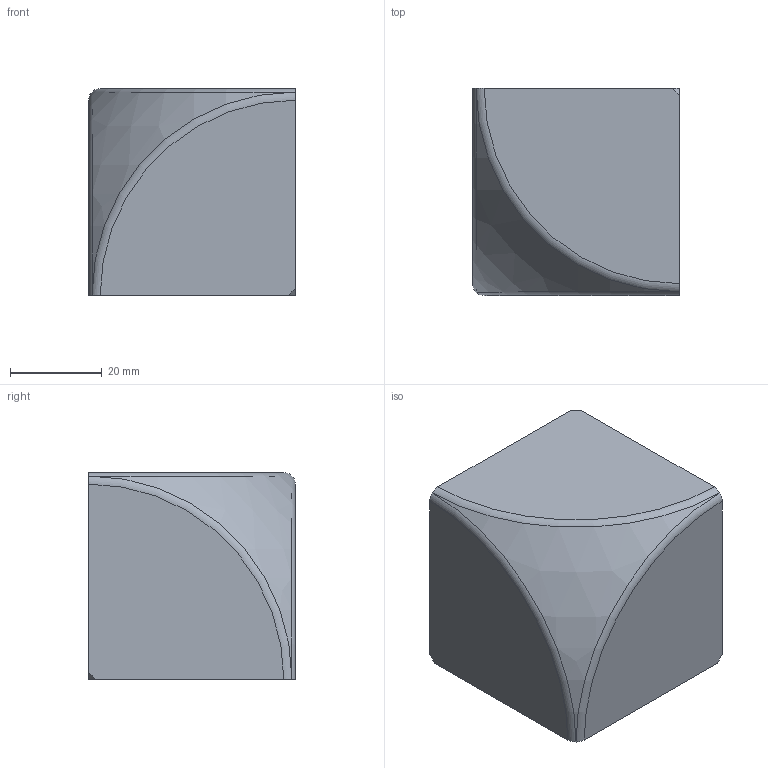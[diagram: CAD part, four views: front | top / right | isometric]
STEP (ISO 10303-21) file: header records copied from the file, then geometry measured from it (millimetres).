
FILE_DESCRIPTION(/* description */ ('Abdeckkappe MW 45/45/45 grau'),/* implementation_level */ '2;1');
FILE_NAME(/* name */ 'ZEI_CAD_221177-1-REV00_#SALL_#AIN_#V1.step',/* time_stamp */ '2022-09-15T21:28:38+02:00',/* author */ ('MiniTec'),/* organization */ ('MiniTec GmbH & Co.KG'),/* preprocessor_version */ 'ST-DEVELOPER v18.1',/* originating_system */ 'Autodesk Inventor 2021',/* authorisation */ '');
FILE_SCHEMA (('CONFIG_CONTROL_DESIGN'));
Length unit declared in the file: millimetre
Products named in the file (1): 22-1177-1FZ.000
Bounding box: 45 x 45 x 45 mm (x, y, z)
Volume: 19836.9 mm3; surface area: 15025.4 mm2
Topology: 1 solids, 1 shells, 143 faces, 324 edges, 180 vertices
Faces by surface type: cylinder 45, bspline 39, plane 25, sphere 16, torus 15, cone 3
Entity records: 5557 total; most frequent: CARTESIAN_POINT 2238, DIRECTION 688, ORIENTED_EDGE 642, EDGE_CURVE 321, AXIS2_PLACEMENT_3D 290, VERTEX_POINT 180, STYLED_ITEM 144, FACE_OUTER_BOUND 143
